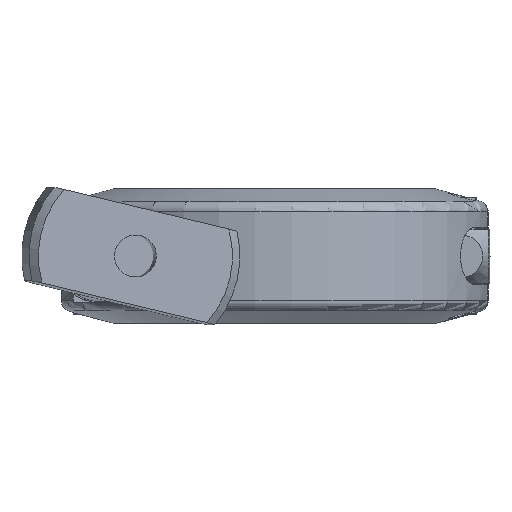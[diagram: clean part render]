
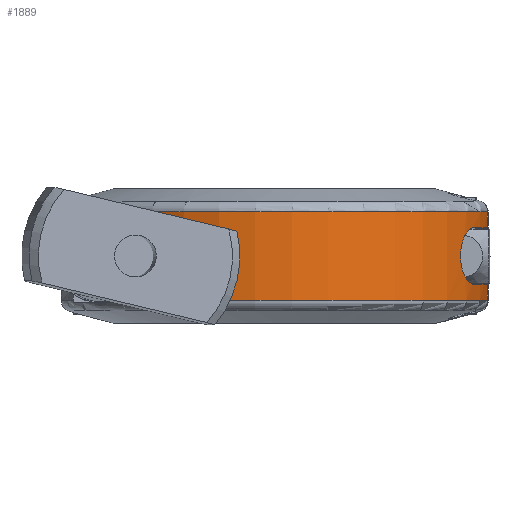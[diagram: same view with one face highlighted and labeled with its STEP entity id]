
A CAD part, front view. The second image highlights one B-rep face of the part: STEP entity #1889.
In plain terms, the highlighted cylindrical face has radius 25.4 mm (diameter 50.8 mm), a partial arc.
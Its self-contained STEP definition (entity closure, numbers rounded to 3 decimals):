
#153=CYLINDRICAL_SURFACE('',#2042,25.4);
#292=LINE('',#3429,#382);
#293=LINE('',#3453,#383);
#382=VECTOR('',#2389,1.891);
#383=VECTOR('',#2394,1.891);
#518=FACE_OUTER_BOUND('',#640,.T.);
#640=EDGE_LOOP('',(#1550,#1551,#1552,#1553,#1554,#1555,#1556,#1557));
#768=CIRCLE('',#2039,25.4);
#770=CIRCLE('',#2043,25.4);
#771=CIRCLE('',#2044,25.4);
#772=CIRCLE('',#2045,25.4);
#837=B_SPLINE_CURVE_WITH_KNOTS('',3,(#3403,#3404,#3405,#3406,#3407,#3408,
#3409,#3410,#3411,#3412,#3413,#3414,#3415,#3416,#3417,#3418,#3419,#3420,
#3421,#3422,#3423,#3424),.UNSPECIFIED.,.F.,.F.,(4,2,2,2,2,2,2,2,2,2,4),
(2.2,2.274,2.48,2.686,2.835,
2.984,3.133,3.282,3.488,3.695,
3.769),.UNSPECIFIED.);
#838=B_SPLINE_CURVE_WITH_KNOTS('',3,(#3433,#3434,#3435,#3436,#3437,#3438,
#3439,#3440,#3441,#3442,#3443,#3444,#3445,#3446,#3447,#3448,#3449,#3450),
 .UNSPECIFIED.,.F.,.F.,(4,2,2,2,2,2,2,2,4),(0.,0.153,0.289,
0.415,0.542,0.673,0.803,
0.931,1.066),.UNSPECIFIED.);
#935=VERTEX_POINT('',#3361);
#936=VERTEX_POINT('',#3368);
#939=VERTEX_POINT('',#3394);
#940=VERTEX_POINT('',#3426);
#941=VERTEX_POINT('',#3428);
#942=VERTEX_POINT('',#3430);
#943=VERTEX_POINT('',#3432);
#944=VERTEX_POINT('',#3451);
#1165=EDGE_CURVE('',#935,#936,#768,.T.);
#1170=EDGE_CURVE('',#935,#939,#837,.T.);
#1171=EDGE_CURVE('',#940,#939,#770,.T.);
#1172=EDGE_CURVE('',#941,#940,#292,.T.);
#1173=EDGE_CURVE('',#941,#942,#771,.T.);
#1174=EDGE_CURVE('',#942,#943,#838,.T.);
#1175=EDGE_CURVE('',#943,#944,#772,.T.);
#1176=EDGE_CURVE('',#936,#944,#293,.T.);
#1550=ORIENTED_EDGE('',*,*,#1170,.T.);
#1551=ORIENTED_EDGE('',*,*,#1171,.F.);
#1552=ORIENTED_EDGE('',*,*,#1172,.F.);
#1553=ORIENTED_EDGE('',*,*,#1173,.T.);
#1554=ORIENTED_EDGE('',*,*,#1174,.T.);
#1555=ORIENTED_EDGE('',*,*,#1175,.T.);
#1556=ORIENTED_EDGE('',*,*,#1176,.F.);
#1557=ORIENTED_EDGE('',*,*,#1165,.F.);
#1889=ADVANCED_FACE('',(#518),#153,.T.);
#2039=AXIS2_PLACEMENT_3D('',#3369,#2379,#2380);
#2042=AXIS2_PLACEMENT_3D('',#3425,#2385,#2386);
#2043=AXIS2_PLACEMENT_3D('',#3427,#2387,#2388);
#2044=AXIS2_PLACEMENT_3D('',#3431,#2390,#2391);
#2045=AXIS2_PLACEMENT_3D('',#3452,#2392,#2393);
#2379=DIRECTION('center_axis',(0.,0.,-1.));
#2380=DIRECTION('ref_axis',(0.,1.,0.));
#2385=DIRECTION('center_axis',(0.,0.,1.));
#2386=DIRECTION('ref_axis',(1.,0.025,0.));
#2387=DIRECTION('center_axis',(0.,0.,1.));
#2388=DIRECTION('ref_axis',(0.,1.,0.));
#2389=DIRECTION('',(0.,0.,1.));
#2390=DIRECTION('center_axis',(0.,0.,
1.));
#2391=DIRECTION('ref_axis',(1.,0.025,0.));
#2392=DIRECTION('center_axis',(0.,0.,
-1.));
#2393=DIRECTION('ref_axis',(1.,0.025,0.));
#2394=DIRECTION('',(0.,0.,1.));
#3361=CARTESIAN_POINT('',(-17.8,18.119,-5.241));
#3368=CARTESIAN_POINT('',(25.225,2.973,-5.241));
#3369=CARTESIAN_POINT('Origin',(0.,0.,-5.241));
#3394=CARTESIAN_POINT('',(-17.8,18.119,5.241));
#3403=CARTESIAN_POINT('Ctrl Pts',(-17.8,18.119,-5.241));
#3404=CARTESIAN_POINT('Ctrl Pts',(-17.629,18.288,-5.192));
#3405=CARTESIAN_POINT('Ctrl Pts',(-17.456,18.453,-5.136));
#3406=CARTESIAN_POINT('Ctrl Pts',(-16.795,19.066,-4.889));
#3407=CARTESIAN_POINT('Ctrl Pts',(-16.26,19.524,-4.62));
#3408=CARTESIAN_POINT('Ctrl Pts',(-15.258,20.317,-3.879));
#3409=CARTESIAN_POINT('Ctrl Pts',(-14.793,20.653,-3.404));
#3410=CARTESIAN_POINT('Ctrl Pts',(-14.176,21.078,-2.487));
#3411=CARTESIAN_POINT('Ctrl Pts',(-13.942,21.233,-2.023));
#3412=CARTESIAN_POINT('Ctrl Pts',(-13.628,21.435,-1.028));
#3413=CARTESIAN_POINT('Ctrl Pts',(-13.549,21.484,-0.496));
#3414=CARTESIAN_POINT('Ctrl Pts',(-13.549,21.484,0.496));
#3415=CARTESIAN_POINT('Ctrl Pts',(-13.628,21.435,1.028));
#3416=CARTESIAN_POINT('Ctrl Pts',(-13.942,21.233,2.023));
#3417=CARTESIAN_POINT('Ctrl Pts',(-14.176,21.078,2.487));
#3418=CARTESIAN_POINT('Ctrl Pts',(-14.793,20.653,3.404));
#3419=CARTESIAN_POINT('Ctrl Pts',(-15.258,20.317,3.879));
#3420=CARTESIAN_POINT('Ctrl Pts',(-16.26,19.524,4.62));
#3421=CARTESIAN_POINT('Ctrl Pts',(-16.795,19.066,4.889));
#3422=CARTESIAN_POINT('Ctrl Pts',(-17.456,18.453,5.136));
#3423=CARTESIAN_POINT('Ctrl Pts',(-17.629,18.288,5.192));
#3424=CARTESIAN_POINT('Ctrl Pts',(-17.8,18.119,5.241));
#3425=CARTESIAN_POINT('Origin',(0.,0.,0.));
#3426=CARTESIAN_POINT('',(25.225,2.973,5.241));
#3427=CARTESIAN_POINT('Origin',(0.,0.,5.241));
#3428=CARTESIAN_POINT('',(25.225,2.973,3.35));
#3429=CARTESIAN_POINT('',(25.225,2.973,0.));
#3430=CARTESIAN_POINT('',(23.545,9.529,3.35));
#3431=CARTESIAN_POINT('Origin',(0.,0.,3.35));
#3432=CARTESIAN_POINT('',(23.545,9.529,-3.35));
#3433=CARTESIAN_POINT('Ctrl Pts',(23.545,9.529,3.35));
#3434=CARTESIAN_POINT('Ctrl Pts',(23.354,10.,3.329));
#3435=CARTESIAN_POINT('Ctrl Pts',(23.151,10.459,3.215));
#3436=CARTESIAN_POINT('Ctrl Pts',(22.778,11.247,2.811));
#3437=CARTESIAN_POINT('Ctrl Pts',(22.611,11.575,2.546));
#3438=CARTESIAN_POINT('Ctrl Pts',(22.337,12.096,1.902));
#3439=CARTESIAN_POINT('Ctrl Pts',(22.23,12.289,1.54));
#3440=CARTESIAN_POINT('Ctrl Pts',(22.087,12.545,0.751));
#3441=CARTESIAN_POINT('Ctrl Pts',(22.052,12.604,0.33));
#3442=CARTESIAN_POINT('Ctrl Pts',(22.064,12.584,-0.526));
#3443=CARTESIAN_POINT('Ctrl Pts',(22.113,12.499,-0.956));
#3444=CARTESIAN_POINT('Ctrl Pts',(22.286,12.187,-1.747));
#3445=CARTESIAN_POINT('Ctrl Pts',(22.407,11.965,-2.099));
#3446=CARTESIAN_POINT('Ctrl Pts',(22.695,11.41,-2.685));
#3447=CARTESIAN_POINT('Ctrl Pts',(22.856,11.087,-2.912));
#3448=CARTESIAN_POINT('Ctrl Pts',(23.198,10.352,-3.24));
#3449=CARTESIAN_POINT('Ctrl Pts',(23.376,9.945,-3.331));
#3450=CARTESIAN_POINT('Ctrl Pts',(23.545,9.529,-3.35));
#3451=CARTESIAN_POINT('',(25.225,2.973,-3.35));
#3452=CARTESIAN_POINT('Origin',(0.,0.,-3.35));
#3453=CARTESIAN_POINT('',(25.225,2.973,0.));
